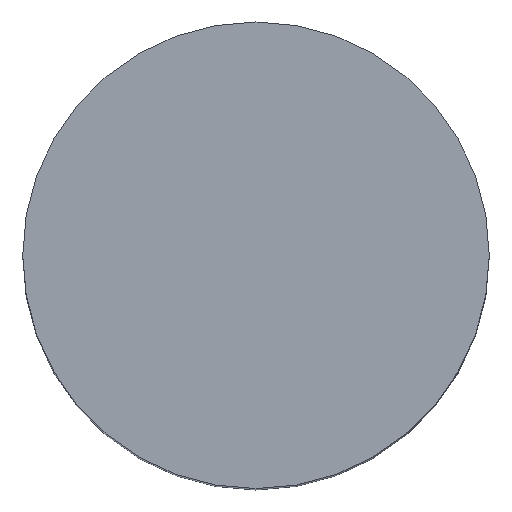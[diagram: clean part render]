
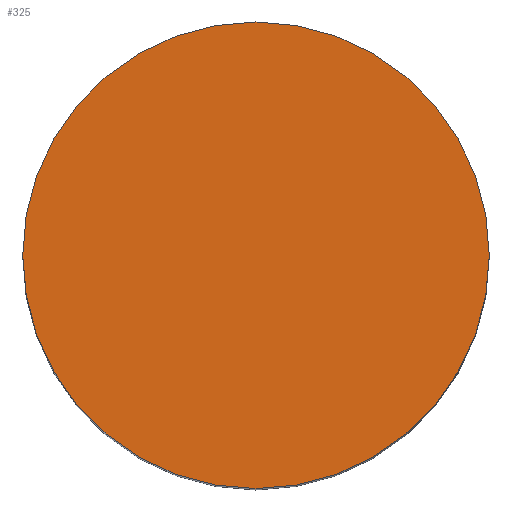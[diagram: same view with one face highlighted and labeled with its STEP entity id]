
A CAD part, top view. The second image highlights one B-rep face of the part: STEP entity #325.
In plain terms, the highlighted planar face has unit normal (0, 0, 1).
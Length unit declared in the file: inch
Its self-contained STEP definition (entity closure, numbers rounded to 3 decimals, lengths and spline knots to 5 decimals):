
#96 = PLANE ( 'NONE',  #212 ) ;
#113 = DIRECTION ( 'NONE',  ( 1., 0., 0. ) ) ;
#212 = AXIS2_PLACEMENT_3D ( 'NONE', #424, #368, #519 ) ;
#221 = CARTESIAN_POINT ( 'NONE',  ( 0., 0., 0. ) ) ;
#238 = VERTEX_POINT ( 'NONE', #302 ) ;
#244 = DIRECTION ( 'NONE',  ( 0., 0., -1. ) ) ;
#258 = CIRCLE ( 'NONE', #560, 0.095 ) ;
#266 = VERTEX_POINT ( 'NONE', #511 ) ;
#289 = EDGE_LOOP ( 'NONE', ( #448, #664 ) ) ;
#290 = CARTESIAN_POINT ( 'NONE',  ( 0., 0., 0. ) ) ;
#302 = CARTESIAN_POINT ( 'NONE',  ( 0.095, 0., 0. ) ) ;
#325 = ADVANCED_FACE ( 'NONE', ( #580 ), #96, .F. ) ;
#368 = DIRECTION ( 'NONE',  ( 0., 0., -1. ) ) ;
#424 = CARTESIAN_POINT ( 'NONE',  ( 0., 0.069, 0. ) ) ;
#428 = DIRECTION ( 'NONE',  ( 0., 0., -1. ) ) ;
#448 = ORIENTED_EDGE ( 'NONE', *, *, #454, .F. ) ;
#454 = EDGE_CURVE ( 'NONE', #238, #266, #533, .T. ) ;
#479 = AXIS2_PLACEMENT_3D ( 'NONE', #221, #428, #113 ) ;
#511 = CARTESIAN_POINT ( 'NONE',  ( -0.095, 0., 0. ) ) ;
#519 = DIRECTION ( 'NONE',  ( -1., 0., 0. ) ) ;
#533 = CIRCLE ( 'NONE', #479, 0.095 ) ;
#560 = AXIS2_PLACEMENT_3D ( 'NONE', #290, #244, #606 ) ;
#580 = FACE_OUTER_BOUND ( 'NONE', #289, .T. ) ;
#606 = DIRECTION ( 'NONE',  ( 1., 0., 0. ) ) ;
#626 = EDGE_CURVE ( 'NONE', #266, #238, #258, .T. ) ;
#664 = ORIENTED_EDGE ( 'NONE', *, *, #626, .F. ) ;
